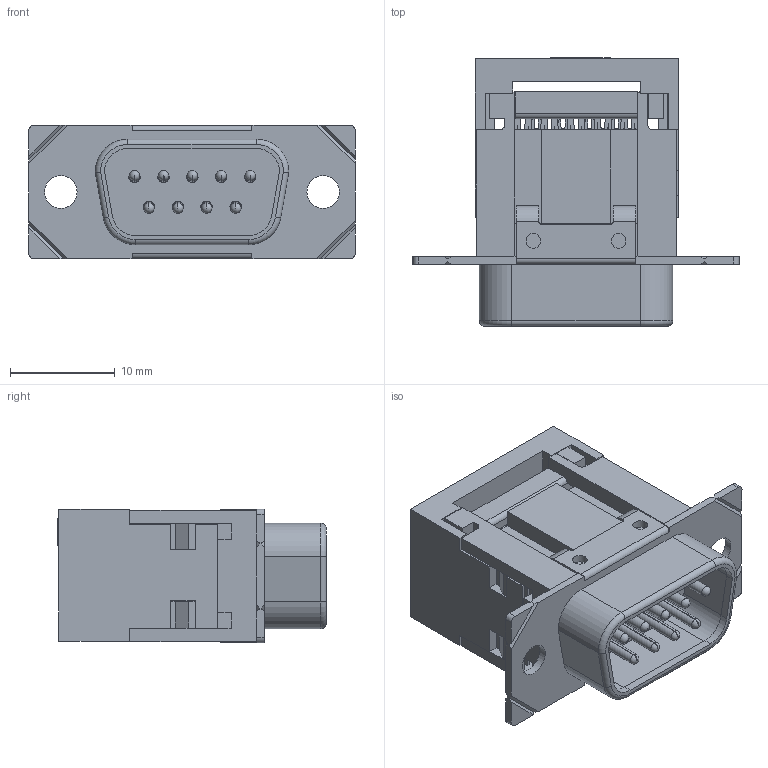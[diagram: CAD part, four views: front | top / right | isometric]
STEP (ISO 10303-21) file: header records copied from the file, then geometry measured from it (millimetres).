
FILE_DESCRIPTION(/* description */ (''),/* implementation_level */ '2;1');
FILE_NAME(/* name */ 'CWR-280-9 3D Model.stp',/* time_stamp */ '2023-12-04T15:05:26-05:00',/* author */ ('dwiltbank'),/* organization */ (''),/* preprocessor_version */ 'ST-DEVELOPER v19.2',/* originating_system */ 'Autodesk Inventor 2024',/* authorisation */ '');
FILE_SCHEMA (('AUTOMOTIVE_DESIGN { 1 0 10303 214 3 1 1 }'));
Products named in the file (1): CWR-280-09_Simplify_2
Bounding box: 31.09 x 25.59 x 12.73 mm (x, y, z)
Volume: 4042.3 mm3; surface area: 6174.1 mm2
Topology: 1 solids, 1 shells, 2208 faces, 6498 edges, 3451 vertices
Faces by surface type: plane 1622, cylinder 521, bspline 23, torus 22, cone 11, sphere 9
Full cylindrical faces by diameter (mm): 1.092 x9, 1.397 x4, 3.099 x2
Entity records: 74701 total; most frequent: CARTESIAN_POINT 13140, ORIENTED_EDGE 13050, DIRECTION 12128, EDGE_CURVE 6525, LINE 5132, VECTOR 5132, AXIS2_PLACEMENT_3D 3498, VERTEX_POINT 3451
